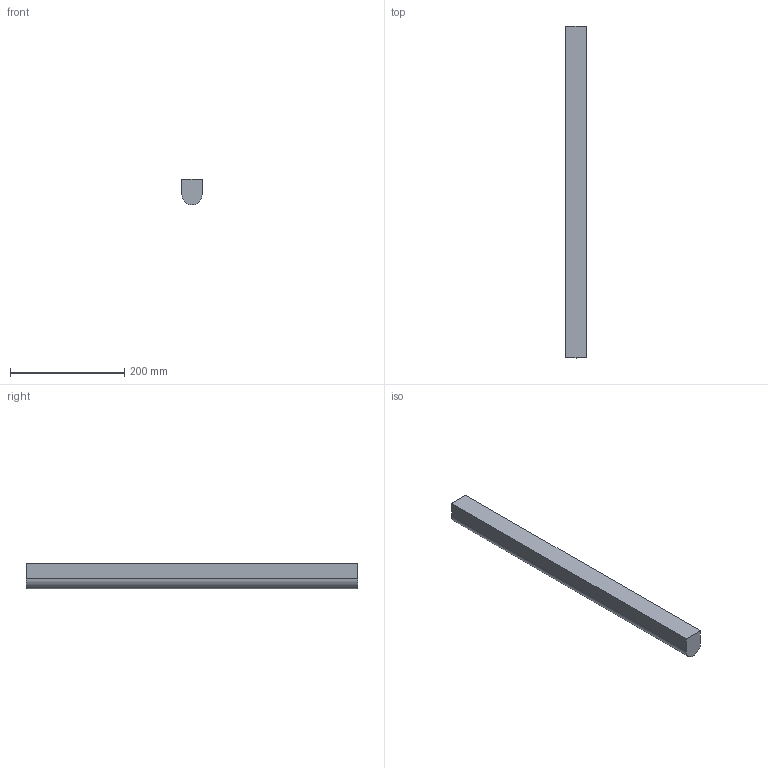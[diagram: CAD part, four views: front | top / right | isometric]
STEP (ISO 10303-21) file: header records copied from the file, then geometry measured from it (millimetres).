
FILE_DESCRIPTION(('STEP AP203'),'1');
FILE_NAME('ERGO00E6059.stp','2025-04-15T08:50:31',(' '),(' '),'Spatial InterOp 3D',' ',' ');
FILE_SCHEMA(('CONFIG_CONTROL_DESIGN'));
Length unit declared in the file: millimetre
Products named in the file (1): Rampe LED 570mm
Bounding box: 35 x 580 x 45 mm (x, y, z)
Volume: 837262.7 mm3; surface area: 86974.3 mm2
Topology: 1 solids, 1 shells, 6 faces, 12 edges, 8 vertices
Faces by surface type: plane 5, cylinder 1
Entity records: 298 total; most frequent: DIRECTION 28, CARTESIAN_POINT 27, ORIENTED_EDGE 24, PROPERTY_DEFINITION_REPRESENTATION 16, GENERAL_PROPERTY_ASSOCIATION 16, PROPERTY_DEFINITION 16, REPRESENTATION 16, GENERAL_PROPERTY 16
